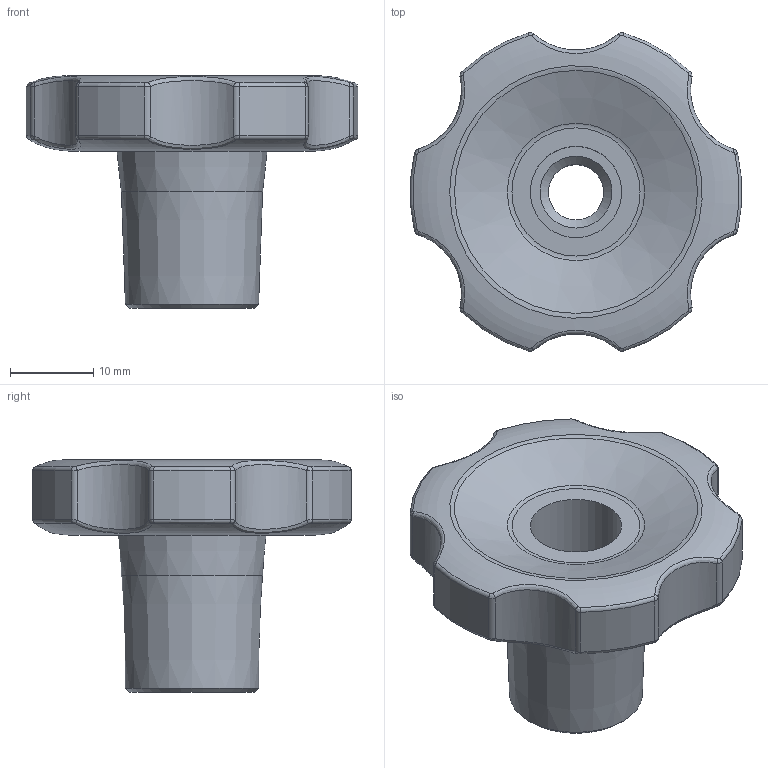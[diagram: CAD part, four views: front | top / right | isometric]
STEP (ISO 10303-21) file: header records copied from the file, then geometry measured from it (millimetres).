
FILE_DESCRIPTION( ( 'Unknown' ), '1' );
FILE_NAME( '6371440_LBX40_FP_M08.stp', 'Unknown', ( 'Unknown' ), ( 'Unknown' ), 'PSStep 14.0', 'Unknown', ' ' );
FILE_SCHEMA( ( 'AUTOMOTIVE_DESIGN { 1 0 10303 214 1 1 1 1 }' ) );
Length unit declared in the file: millimetre
Products named in the file (1): 6371440
Bounding box: 39.88 x 38.38 x 28.01 mm (x, y, z)
Volume: 9574.6 mm3; surface area: 5411.9 mm2
Topology: 1 solids, 1 shells, 93 faces, 214 edges, 125 vertices
Faces by surface type: bspline 36, cylinder 27, torus 18, cone 8, plane 4
Full cylindrical faces by diameter (mm): 6.647 x1, 11 x2
Entity records: 9526 total; most frequent: CARTESIAN_POINT 7018, ORIENTED_EDGE 376, DIRECTION 324, EDGE_CURVE 188, AXIS2_PLACEMENT_3D 150, VERTEX_POINT 116, EDGE_LOOP 114, FACE_OUTER_BOUND 102
